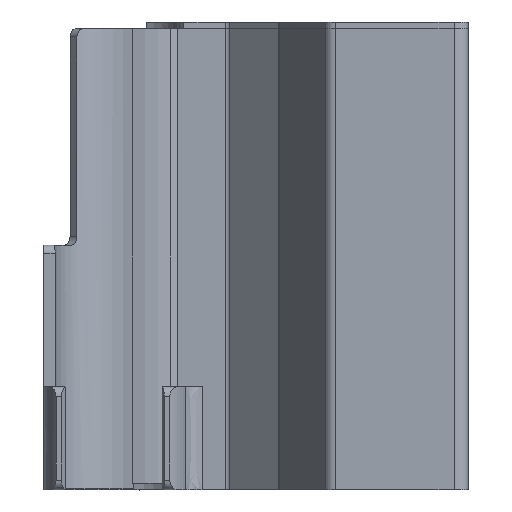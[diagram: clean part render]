
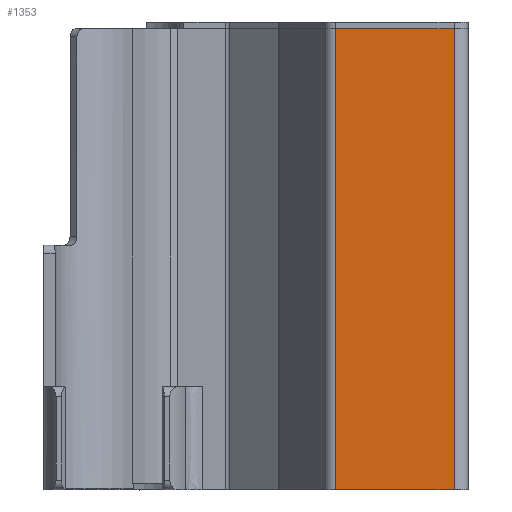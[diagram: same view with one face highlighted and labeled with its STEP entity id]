
A CAD part, front view. The second image highlights one B-rep face of the part: STEP entity #1353.
In plain terms, the highlighted planar face has unit normal (-0.087, -0.996, 0).
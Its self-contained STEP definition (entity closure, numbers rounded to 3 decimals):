
#187=FACE_OUTER_BOUND('',#259,.T.);
#259=EDGE_LOOP('',(#1161,#1162,#1163,#1164));
#332=LINE('',#2113,#449);
#362=LINE('',#2481,#479);
#378=LINE('',#2555,#495);
#379=LINE('',#2557,#496);
#449=VECTOR('',#1661,10.);
#479=VECTOR('',#1761,10.);
#495=VECTOR('',#1805,10.);
#496=VECTOR('',#1808,10.);
#585=VERTEX_POINT('',#2110);
#586=VERTEX_POINT('',#2112);
#644=VERTEX_POINT('',#2478);
#645=VERTEX_POINT('',#2480);
#740=EDGE_CURVE('',#585,#586,#332,.T.);
#815=EDGE_CURVE('',#645,#644,#362,.T.);
#837=EDGE_CURVE('',#644,#586,#378,.T.);
#838=EDGE_CURVE('',#585,#645,#379,.T.);
#1161=ORIENTED_EDGE('',*,*,#837,.T.);
#1162=ORIENTED_EDGE('',*,*,#740,.F.);
#1163=ORIENTED_EDGE('',*,*,#838,.T.);
#1164=ORIENTED_EDGE('',*,*,#815,.T.);
#1293=PLANE('',#1491);
#1353=ADVANCED_FACE('',(#187),#1293,.T.);
#1491=AXIS2_PLACEMENT_3D('',#2556,#1806,#1807);
#1661=DIRECTION('',(0.996,-0.087,0.));
#1761=DIRECTION('',(0.996,-0.087,0.));
#1805=DIRECTION('',(0.,0.,1.));
#1806=DIRECTION('center_axis',(-0.087,-0.996,0.));
#1807=DIRECTION('ref_axis',(0.,0.,-1.));
#1808=DIRECTION('',(0.,0.,-1.));
#2110=CARTESIAN_POINT('',(66.082,-22.758,185.302));
#2112=CARTESIAN_POINT('',(101.934,-25.895,185.302));
#2113=CARTESIAN_POINT('',(57.677,-22.023,185.302));
#2478=CARTESIAN_POINT('',(101.934,-25.895,45.784));
#2480=CARTESIAN_POINT('',(66.082,-22.758,45.784));
#2481=CARTESIAN_POINT('',(66.082,-22.758,45.784));
#2555=CARTESIAN_POINT('',(101.934,-25.895,137.302));
#2556=CARTESIAN_POINT('Origin',(85.975,-24.498,137.302));
#2557=CARTESIAN_POINT('',(66.082,-22.758,107.302));
